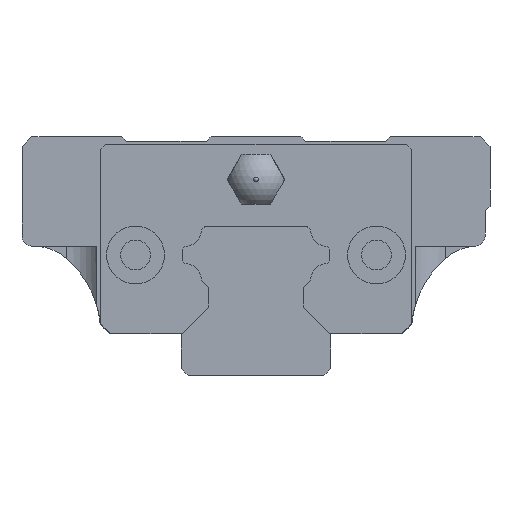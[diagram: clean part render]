
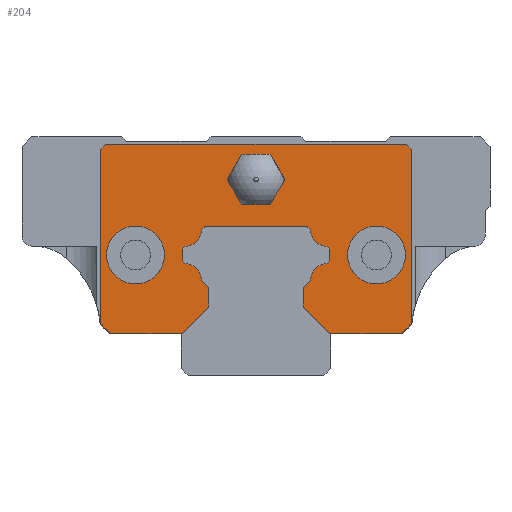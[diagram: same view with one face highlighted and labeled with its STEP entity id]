
A CAD part, front view. The second image highlights one B-rep face of the part: STEP entity #204.
In plain terms, the highlighted planar face has unit normal (0, -1, 0).
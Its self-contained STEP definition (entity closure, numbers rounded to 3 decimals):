
#204=ADVANCED_FACE('',(#410,#411,#412),#413,.F.);
#410=FACE_OUTER_BOUND('',#772,.T.);
#411=FACE_BOUND('',#773,.T.);
#412=FACE_BOUND('',#774,.T.);
#413=PLANE('',#775);
#772=EDGE_LOOP('',(#1299,#1300,#1301,#1302,#1303,#1304,#1305,#1306,#1307,#1308,#1309,#1310,#1311,#1312,#1313,#1314,#1315,#1316,#1317,#1318,#1319,#1320,#1321,#1322,#1323,#1324,#1325,#1326));
#773=EDGE_LOOP('',(#1327,#1328));
#774=EDGE_LOOP('',(#1329,#1330));
#775=AXIS2_PLACEMENT_3D('',#1331,#1332,#1333);
#1299=ORIENTED_EDGE('',*,*,#2575,.F.);
#1300=ORIENTED_EDGE('',*,*,#2576,.T.);
#1301=ORIENTED_EDGE('',*,*,#2577,.T.);
#1302=ORIENTED_EDGE('',*,*,#2578,.T.);
#1303=ORIENTED_EDGE('',*,*,#2579,.T.);
#1304=ORIENTED_EDGE('',*,*,#2580,.F.);
#1305=ORIENTED_EDGE('',*,*,#2581,.F.);
#1306=ORIENTED_EDGE('',*,*,#2582,.T.);
#1307=ORIENTED_EDGE('',*,*,#2583,.F.);
#1308=ORIENTED_EDGE('',*,*,#2584,.F.);
#1309=ORIENTED_EDGE('',*,*,#2585,.T.);
#1310=ORIENTED_EDGE('',*,*,#2586,.T.);
#1311=ORIENTED_EDGE('',*,*,#2587,.T.);
#1312=ORIENTED_EDGE('',*,*,#2588,.T.);
#1313=ORIENTED_EDGE('',*,*,#2589,.F.);
#1314=ORIENTED_EDGE('',*,*,#2590,.T.);
#1315=ORIENTED_EDGE('',*,*,#2591,.F.);
#1316=ORIENTED_EDGE('',*,*,#2592,.T.);
#1317=ORIENTED_EDGE('',*,*,#2593,.T.);
#1318=ORIENTED_EDGE('',*,*,#2594,.T.);
#1319=ORIENTED_EDGE('',*,*,#2595,.T.);
#1320=ORIENTED_EDGE('',*,*,#2596,.T.);
#1321=ORIENTED_EDGE('',*,*,#2597,.F.);
#1322=ORIENTED_EDGE('',*,*,#2598,.T.);
#1323=ORIENTED_EDGE('',*,*,#2599,.T.);
#1324=ORIENTED_EDGE('',*,*,#2600,.F.);
#1325=ORIENTED_EDGE('',*,*,#2601,.F.);
#1326=ORIENTED_EDGE('',*,*,#2602,.F.);
#1327=ORIENTED_EDGE('',*,*,#2603,.F.);
#1328=ORIENTED_EDGE('',*,*,#2549,.F.);
#1329=ORIENTED_EDGE('',*,*,#2604,.F.);
#1330=ORIENTED_EDGE('',*,*,#2507,.F.);
#1331=CARTESIAN_POINT('',(7.245,-43.6,-14.395));
#1332=DIRECTION('',(0.0,1.0,0.0));
#1333=DIRECTION('',(1.0,0.0,0.0));
#2507=EDGE_CURVE('',#2986,#2989,#2990,.T.);
#2549=EDGE_CURVE('',#3070,#3073,#3074,.T.);
#2575=EDGE_CURVE('',#3115,#3116,#3117,.T.);
#2576=EDGE_CURVE('',#3115,#3118,#3119,.T.);
#2577=EDGE_CURVE('',#3118,#3120,#3121,.T.);
#2578=EDGE_CURVE('',#3120,#3122,#3123,.T.);
#2579=EDGE_CURVE('',#3122,#3124,#3125,.T.);
#2580=EDGE_CURVE('',#3126,#3124,#3127,.T.);
#2581=EDGE_CURVE('',#3128,#3126,#3129,.T.);
#2582=EDGE_CURVE('',#3128,#3130,#3131,.T.);
#2583=EDGE_CURVE('',#3132,#3130,#3133,.T.);
#2584=EDGE_CURVE('',#3134,#3132,#3135,.T.);
#2585=EDGE_CURVE('',#3134,#3136,#3137,.T.);
#2586=EDGE_CURVE('',#3136,#3138,#3139,.T.);
#2587=EDGE_CURVE('',#3138,#3140,#3141,.T.);
#2588=EDGE_CURVE('',#3140,#3142,#3143,.T.);
#2589=EDGE_CURVE('',#3144,#3142,#3145,.T.);
#2590=EDGE_CURVE('',#3144,#3146,#3147,.T.);
#2591=EDGE_CURVE('',#3148,#3146,#3149,.T.);
#2592=EDGE_CURVE('',#3148,#3150,#3151,.T.);
#2593=EDGE_CURVE('',#3150,#3152,#3153,.T.);
#2594=EDGE_CURVE('',#3152,#3154,#3155,.T.);
#2595=EDGE_CURVE('',#3154,#3156,#3157,.T.);
#2596=EDGE_CURVE('',#3156,#3158,#3159,.T.);
#2597=EDGE_CURVE('',#3160,#3158,#3161,.T.);
#2598=EDGE_CURVE('',#3160,#3162,#3163,.T.);
#2599=EDGE_CURVE('',#3162,#3164,#3165,.T.);
#2600=EDGE_CURVE('',#3166,#3164,#3167,.T.);
#2601=EDGE_CURVE('',#3168,#3166,#3169,.T.);
#2602=EDGE_CURVE('',#3116,#3168,#3170,.T.);
#2603=EDGE_CURVE('',#3073,#3070,#3171,.T.);
#2604=EDGE_CURVE('',#2989,#2986,#3172,.T.);
#2986=VERTEX_POINT('',#3766);
#2989=VERTEX_POINT('',#3770);
#2990=CIRCLE('',#3771,2.9);
#3070=VERTEX_POINT('',#3878);
#3073=VERTEX_POINT('',#3882);
#3074=CIRCLE('',#3883,2.9);
#3115=VERTEX_POINT('',#3935);
#3116=VERTEX_POINT('',#3936);
#3117=LINE('',#3937,#3938);
#3118=VERTEX_POINT('',#3939);
#3119=LINE('',#3940,#3941);
#3120=VERTEX_POINT('',#3942);
#3121=LINE('',#3943,#3944);
#3122=VERTEX_POINT('',#3945);
#3123=LINE('',#3946,#3947);
#3124=VERTEX_POINT('',#3948);
#3125=LINE('',#3949,#3950);
#3126=VERTEX_POINT('',#3951);
#3127=LINE('',#3952,#3953);
#3128=VERTEX_POINT('',#3954);
#3129=LINE('',#3955,#3956);
#3130=VERTEX_POINT('',#3957);
#3131=CIRCLE('',#3958,1.8);
#3132=VERTEX_POINT('',#3959);
#3133=LINE('',#3960,#3961);
#3134=VERTEX_POINT('',#3962);
#3135=LINE('',#3963,#3964);
#3136=VERTEX_POINT('',#3965);
#3137=LINE('',#3966,#3967);
#3138=VERTEX_POINT('',#3968);
#3139=CIRCLE('',#3969,1.8);
#3140=VERTEX_POINT('',#3970);
#3141=LINE('',#3971,#3972);
#3142=VERTEX_POINT('',#3973);
#3143=LINE('',#3974,#3975);
#3144=VERTEX_POINT('',#3976);
#3145=LINE('',#3977,#3978);
#3146=VERTEX_POINT('',#3979);
#3147=CIRCLE('',#3980,1.8);
#3148=VERTEX_POINT('',#3981);
#3149=LINE('',#3982,#3983);
#3150=VERTEX_POINT('',#3984);
#3151=LINE('',#3985,#3986);
#3152=VERTEX_POINT('',#3987);
#3153=LINE('',#3988,#3989);
#3154=VERTEX_POINT('',#3990);
#3155=CIRCLE('',#3991,1.8);
#3156=VERTEX_POINT('',#3992);
#3157=LINE('',#3993,#3994);
#3158=VERTEX_POINT('',#3995);
#3159=LINE('',#3996,#3997);
#3160=VERTEX_POINT('',#3998);
#3161=LINE('',#3999,#4000);
#3162=VERTEX_POINT('',#4001);
#3163=LINE('',#4002,#4003);
#3164=VERTEX_POINT('',#4004);
#3165=LINE('',#4005,#4006);
#3166=VERTEX_POINT('',#4007);
#3167=LINE('',#4008,#4009);
#3168=VERTEX_POINT('',#4010);
#3169=LINE('',#4011,#4012);
#3170=LINE('',#4013,#4014);
#3171=CIRCLE('',#4015,2.9);
#3172=CIRCLE('',#4016,2.9);
#3766=CARTESIAN_POINT('',(-12.1,-43.6,-8.85));
#3770=CARTESIAN_POINT('',(-12.1,-43.6,-14.65));
#3771=AXIS2_PLACEMENT_3D('',#4837,#4838,#4839);
#3878=CARTESIAN_POINT('',(12.1,-43.6,-8.85));
#3882=CARTESIAN_POINT('',(12.1,-43.6,-14.65));
#3883=AXIS2_PLACEMENT_3D('',#4917,#4918,#4919);
#3935=CARTESIAN_POINT('',(-15.6,-43.6,-1.15));
#3936=CARTESIAN_POINT('',(-15.1,-43.6,-0.65));
#3937=CARTESIAN_POINT('',(-15.6,-43.6,-1.15));
#3938=VECTOR('',#4973,1000.0);
#3939=CARTESIAN_POINT('',(-15.6,-43.6,-18.65));
#3940=CARTESIAN_POINT('',(-15.6,-43.6,-1.15));
#3941=VECTOR('',#4974,1000.0);
#3942=CARTESIAN_POINT('',(-14.6,-43.6,-19.65));
#3943=CARTESIAN_POINT('',(-15.6,-43.6,-18.65));
#3944=VECTOR('',#4975,1000.0);
#3945=CARTESIAN_POINT('',(-7.401,-43.6,-19.65));
#3946=CARTESIAN_POINT('',(-14.6,-43.6,-19.65));
#3947=VECTOR('',#4976,1000.0);
#3948=CARTESIAN_POINT('',(-4.73,-43.6,-16.979));
#3949=CARTESIAN_POINT('',(-7.401,-43.6,-19.65));
#3950=VECTOR('',#4977,1000.0);
#3951=CARTESIAN_POINT('',(-4.73,-43.6,-15.021));
#3952=CARTESIAN_POINT('',(-4.73,-43.6,-15.021));
#3953=VECTOR('',#4978,1000.0);
#3954=CARTESIAN_POINT('',(-5.447,-43.6,-14.304));
#3955=CARTESIAN_POINT('',(-5.447,-43.6,-14.304));
#3956=VECTOR('',#4979,1000.0);
#3957=CARTESIAN_POINT('',(-7.154,-43.6,-12.597));
#3958=AXIS2_PLACEMENT_3D('',#4980,#4981,#4982);
#3959=CARTESIAN_POINT('',(-7.43,-43.6,-12.321));
#3960=CARTESIAN_POINT('',(-7.43,-43.6,-12.321));
#3961=VECTOR('',#4983,1000.0);
#3962=CARTESIAN_POINT('',(-7.43,-43.6,-11.179));
#3963=CARTESIAN_POINT('',(-7.43,-43.6,-11.179));
#3964=VECTOR('',#4984,1000.0);
#3965=CARTESIAN_POINT('',(-7.154,-43.6,-10.903));
#3966=CARTESIAN_POINT('',(-7.43,-43.6,-11.179));
#3967=VECTOR('',#4985,1000.0);
#3968=CARTESIAN_POINT('',(-5.447,-43.6,-9.196));
#3969=AXIS2_PLACEMENT_3D('',#4986,#4987,#4988);
#3970=CARTESIAN_POINT('',(-5.171,-43.6,-8.92));
#3971=CARTESIAN_POINT('',(-5.447,-43.6,-9.196));
#3972=VECTOR('',#4989,1000.0);
#3973=CARTESIAN_POINT('',(5.171,-43.6,-8.92));
#3974=CARTESIAN_POINT('',(-5.171,-43.6,-8.92));
#3975=VECTOR('',#4990,1000.0);
#3976=CARTESIAN_POINT('',(5.447,-43.6,-9.196));
#3977=CARTESIAN_POINT('',(5.447,-43.6,-9.196));
#3978=VECTOR('',#4991,1000.0);
#3979=CARTESIAN_POINT('',(7.154,-43.6,-10.903));
#3980=AXIS2_PLACEMENT_3D('',#4992,#4993,#4994);
#3981=CARTESIAN_POINT('',(7.43,-43.6,-11.179));
#3982=CARTESIAN_POINT('',(7.43,-43.6,-11.179));
#3983=VECTOR('',#4995,1000.0);
#3984=CARTESIAN_POINT('',(7.43,-43.6,-12.321));
#3985=CARTESIAN_POINT('',(7.43,-43.6,-11.179));
#3986=VECTOR('',#4996,1000.0);
#3987=CARTESIAN_POINT('',(7.154,-43.6,-12.597));
#3988=CARTESIAN_POINT('',(7.43,-43.6,-12.321));
#3989=VECTOR('',#4997,1000.0);
#3990=CARTESIAN_POINT('',(5.447,-43.6,-14.304));
#3991=AXIS2_PLACEMENT_3D('',#4998,#4999,#5000);
#3992=CARTESIAN_POINT('',(4.73,-43.6,-15.021));
#3993=CARTESIAN_POINT('',(5.447,-43.6,-14.304));
#3994=VECTOR('',#5001,1000.0);
#3995=CARTESIAN_POINT('',(4.73,-43.6,-16.979));
#3996=CARTESIAN_POINT('',(4.73,-43.6,-15.021));
#3997=VECTOR('',#5002,1000.0);
#3998=CARTESIAN_POINT('',(7.401,-43.6,-19.65));
#3999=CARTESIAN_POINT('',(7.401,-43.6,-19.65));
#4000=VECTOR('',#5003,1000.0);
#4001=CARTESIAN_POINT('',(14.6,-43.6,-19.65));
#4002=CARTESIAN_POINT('',(7.401,-43.6,-19.65));
#4003=VECTOR('',#5004,1000.0);
#4004=CARTESIAN_POINT('',(15.6,-43.6,-18.65));
#4005=CARTESIAN_POINT('',(14.6,-43.6,-19.65));
#4006=VECTOR('',#5005,1000.0);
#4007=CARTESIAN_POINT('',(15.6,-43.6,-1.15));
#4008=CARTESIAN_POINT('',(15.6,-43.6,-1.15));
#4009=VECTOR('',#5006,1000.0);
#4010=CARTESIAN_POINT('',(15.1,-43.6,-0.65));
#4011=CARTESIAN_POINT('',(15.1,-43.6,-0.65));
#4012=VECTOR('',#5007,1000.0);
#4013=CARTESIAN_POINT('',(-15.1,-43.6,-0.65));
#4014=VECTOR('',#5008,1000.0);
#4015=AXIS2_PLACEMENT_3D('',#5009,#5010,#5011);
#4016=AXIS2_PLACEMENT_3D('',#5012,#5013,#5014);
#4837=CARTESIAN_POINT('',(-12.1,-43.6,-11.75));
#4838=DIRECTION('',(0.0,-1.0,0.0));
#4839=DIRECTION('',(0.0,0.0,-1.0));
#4917=CARTESIAN_POINT('',(12.1,-43.6,-11.75));
#4918=DIRECTION('',(0.0,-1.0,0.0));
#4919=DIRECTION('',(0.0,0.0,-1.0));
#4973=DIRECTION('',(0.707,0.0,0.707));
#4974=DIRECTION('',(0.0,0.0,-1.0));
#4975=DIRECTION('',(0.707,0.0,-0.707));
#4976=DIRECTION('',(1.0,0.0,0.0));
#4977=DIRECTION('',(0.707,0.0,0.707));
#4978=DIRECTION('',(0.0,0.0,-1.0));
#4979=DIRECTION('',(0.707,0.0,-0.707));
#4980=CARTESIAN_POINT('',(-7.245,-43.6,-14.395));
#4981=DIRECTION('',(0.0,-1.0,0.0));
#4982=DIRECTION('',(1.0,0.0,0.0));
#4983=DIRECTION('',(0.707,0.0,-0.707));
#4984=DIRECTION('',(0.0,0.0,-1.0));
#4985=DIRECTION('',(0.707,0.0,0.707));
#4986=CARTESIAN_POINT('',(-7.245,-43.6,-9.105));
#4987=DIRECTION('',(0.0,-1.0,0.0));
#4988=DIRECTION('',(1.0,0.0,0.0));
#4989=DIRECTION('',(0.707,0.0,0.707));
#4990=DIRECTION('',(1.0,0.0,0.0));
#4991=DIRECTION('',(-0.707,0.0,0.707));
#4992=CARTESIAN_POINT('',(7.245,-43.6,-9.105));
#4993=DIRECTION('',(0.0,-1.0,0.0));
#4994=DIRECTION('',(1.0,0.0,0.0));
#4995=DIRECTION('',(-0.707,0.0,0.707));
#4996=DIRECTION('',(0.0,0.0,-1.0));
#4997=DIRECTION('',(-0.707,0.0,-0.707));
#4998=CARTESIAN_POINT('',(7.245,-43.6,-14.395));
#4999=DIRECTION('',(0.0,-1.0,0.0));
#5000=DIRECTION('',(1.0,0.0,0.0));
#5001=DIRECTION('',(-0.707,0.0,-0.707));
#5002=DIRECTION('',(0.0,0.0,-1.0));
#5003=DIRECTION('',(-0.707,0.0,0.707));
#5004=DIRECTION('',(1.0,0.0,0.0));
#5005=DIRECTION('',(0.707,0.0,0.707));
#5006=DIRECTION('',(0.0,0.0,-1.0));
#5007=DIRECTION('',(0.707,0.0,-0.707));
#5008=DIRECTION('',(1.0,0.0,0.0));
#5009=CARTESIAN_POINT('',(12.1,-43.6,-11.75));
#5010=DIRECTION('',(0.0,-1.0,0.0));
#5011=DIRECTION('',(0.0,0.0,-1.0));
#5012=CARTESIAN_POINT('',(-12.1,-43.6,-11.75));
#5013=DIRECTION('',(0.0,-1.0,0.0));
#5014=DIRECTION('',(0.0,0.0,-1.0));
